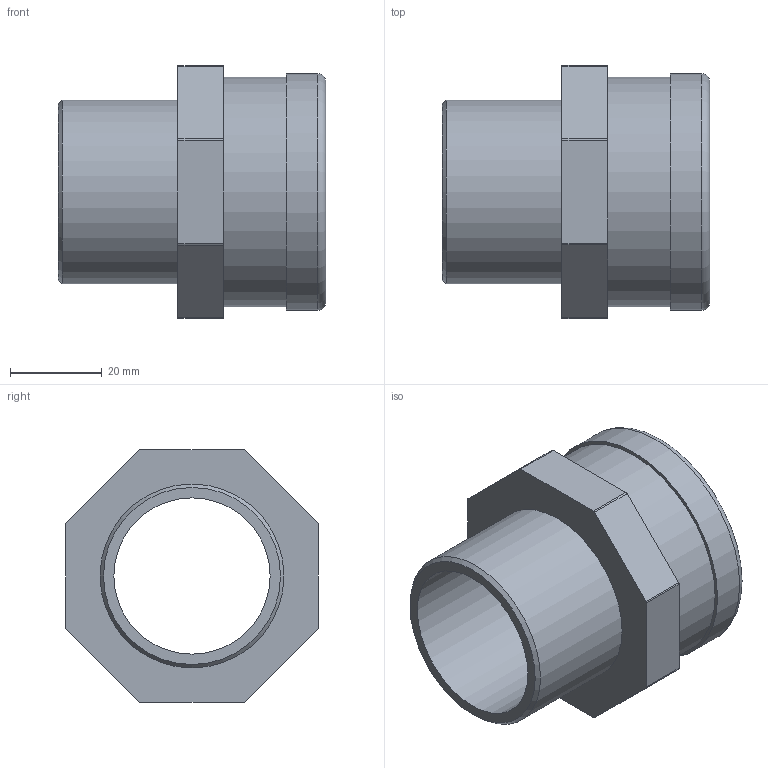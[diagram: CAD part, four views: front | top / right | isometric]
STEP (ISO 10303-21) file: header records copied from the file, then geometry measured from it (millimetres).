
FILE_DESCRIPTION(/* description */ ('PVC Transition Adapter, Spigot to Female Threads, Ø40 - 1-1/4", PN16'),/* implementation_level */ '2;1');
FILE_NAME(/* name */ 'SF17U-040-R032',/* time_stamp */ '2022-08-04T16:51:32+02:00',/* author */ ('COAB Solutions'),/* organization */ ('GPA Flowsystem'),/* preprocessor_version */ 'ST-DEVELOPER v18.1',/* originating_system */ 'www.coabsolutions.com',/* authorisation */ '');
FILE_SCHEMA (('AUTOMOTIVE_DESIGN { 1 0 10303 214 3 1 1 }'));
Length unit declared in the file: millimetre
Products named in the file (1): SF17U-040-R032
Bounding box: 58.15 x 55 x 55 mm (x, y, z)
Volume: 38426.8 mm3; surface area: 18746.7 mm2
Topology: 1 solids, 1 shells, 32 faces, 75 edges, 50 vertices
Faces by surface type: plane 15, cylinder 14, torus 2, cone 1
Full cylindrical faces by diameter (mm): 34 x1, 40 x1, 42.2 x2, 50 x1, 51.5 x1
Entity records: 1006 total; most frequent: DIRECTION 177, CARTESIAN_POINT 158, ORIENTED_EDGE 150, EDGE_CURVE 75, AXIS2_PLACEMENT_3D 69, VERTEX_POINT 50, LINE 39, VECTOR 39
